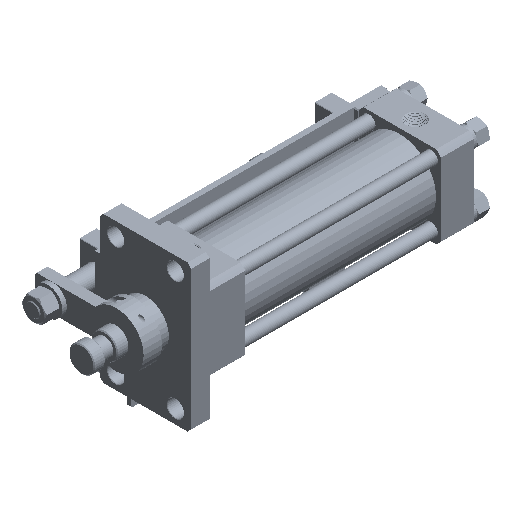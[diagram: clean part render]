
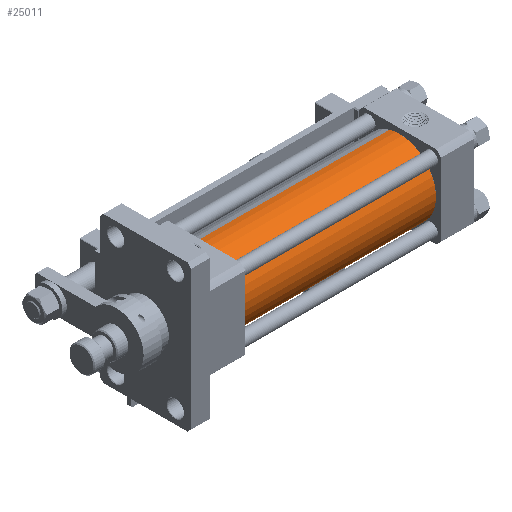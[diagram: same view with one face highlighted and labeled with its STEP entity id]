
A CAD part, isometric view. The second image highlights one B-rep face of the part: STEP entity #25011.
In plain terms, the highlighted cylindrical face has radius 40 mm (diameter 80 mm), a partial arc.
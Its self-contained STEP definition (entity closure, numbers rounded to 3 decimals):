
#22507 = EDGE_CURVE ( 'NONE', #23226, #23364, #42270, .T. ) ;
#23112 = VERTEX_POINT ( 'NONE', #42460 ) ;
#23226 = VERTEX_POINT ( 'NONE', #42444 ) ;
#23319 = EDGE_CURVE ( 'NONE', #23376, #23112, #42581, .T. ) ;
#23364 = VERTEX_POINT ( 'NONE', #42534 ) ;
#23376 = VERTEX_POINT ( 'NONE', #42582 ) ;
#24320 = ORIENTED_EDGE ( 'NONE', *, *, #24857, .T. ) ;
#24321 = ORIENTED_EDGE ( 'NONE', *, *, #25005, .T. ) ;
#24799 = ORIENTED_EDGE ( 'NONE', *, *, #23319, .T. ) ;
#24814 = ORIENTED_EDGE ( 'NONE', *, *, #22507, .F. ) ;
#24857 = EDGE_CURVE ( 'NONE', #23226, #23376, #42992, .T. ) ;
#24881 = EDGE_LOOP ( 'NONE', ( #24814, #24320, #24799, #24321 ) ) ;
#25005 = EDGE_CURVE ( 'NONE', #23112, #23364, #42960, .T. ) ;
#25011 = ADVANCED_FACE ( 'NONE', ( #43067 ), #42968, .T. ) ;
#42269 = CARTESIAN_POINT ( 'NONE',  ( 0., 214., 40. ) ) ;
#42270 = LINE ( 'NONE', #42269, #42277 ) ;
#42276 = DIRECTION ( 'NONE',  ( 0., -1., 0. ) ) ;
#42277 = VECTOR ( 'NONE', #42276, 1000. ) ;
#42444 = CARTESIAN_POINT ( 'NONE',  ( 0., 213.5, 40. ) ) ;
#42460 = CARTESIAN_POINT ( 'NONE',  ( 0., 0.5, -40. ) ) ;
#42534 = CARTESIAN_POINT ( 'NONE',  ( 0., 0.5, 40. ) ) ;
#42576 = DIRECTION ( 'NONE',  ( 0., -1., 0. ) ) ;
#42578 = VECTOR ( 'NONE', #42576, 1000. ) ;
#42579 = CARTESIAN_POINT ( 'NONE',  ( 0., 214., -40. ) ) ;
#42581 = LINE ( 'NONE', #42579, #42578 ) ;
#42582 = CARTESIAN_POINT ( 'NONE',  ( 0., 213.5, -40. ) ) ;
#42866 = CARTESIAN_POINT ( 'NONE',  ( 0., 213.5, 0. ) ) ;
#42881 = CARTESIAN_POINT ( 'NONE',  ( 0., 0.5, 0. ) ) ;
#42949 = DIRECTION ( 'NONE',  ( 0., 1., 0. ) ) ;
#42951 = AXIS2_PLACEMENT_3D ( 'NONE', #42881, #42949, #43069 ) ;
#42960 = CIRCLE ( 'NONE', #42951, 40. ) ;
#42962 = DIRECTION ( 'NONE',  ( 0., 0., -1. ) ) ;
#42968 = CYLINDRICAL_SURFACE ( 'NONE', #43061, 40. ) ;
#42982 = DIRECTION ( 'NONE',  ( 0., -1., 0. ) ) ;
#42983 = CARTESIAN_POINT ( 'NONE',  ( 0., 214., 0. ) ) ;
#42987 = DIRECTION ( 'NONE',  ( 0., 0., -1. ) ) ;
#42989 = DIRECTION ( 'NONE',  ( 0., -1., 0. ) ) ;
#42991 = AXIS2_PLACEMENT_3D ( 'NONE', #42866, #42989, #42987 ) ;
#42992 = CIRCLE ( 'NONE', #42991, 40. ) ;
#43061 = AXIS2_PLACEMENT_3D ( 'NONE', #42983, #42982, #42962 ) ;
#43067 = FACE_OUTER_BOUND ( 'NONE', #24881, .T. ) ;
#43069 = DIRECTION ( 'NONE',  ( 0., 0., -1. ) ) ;
